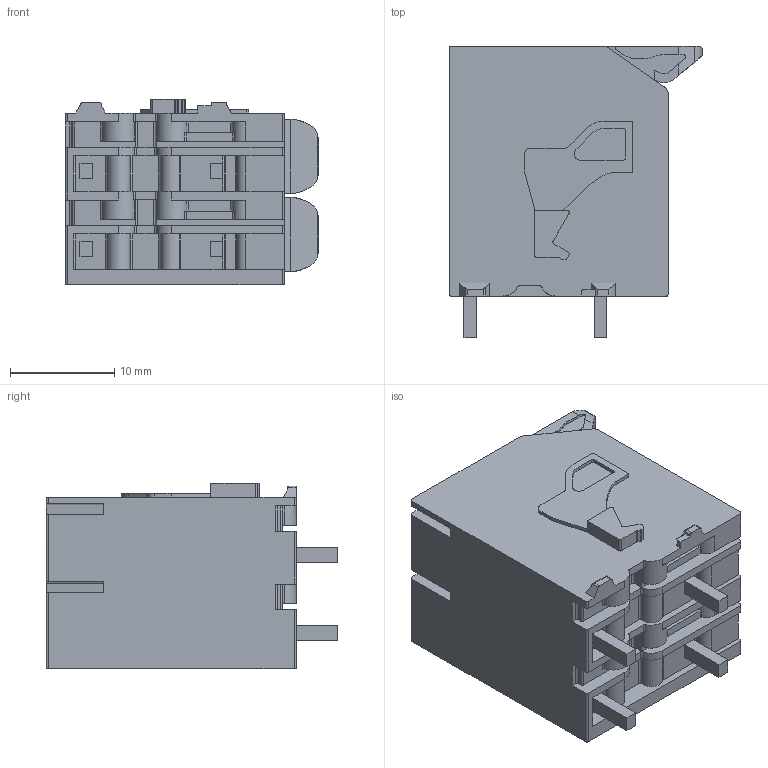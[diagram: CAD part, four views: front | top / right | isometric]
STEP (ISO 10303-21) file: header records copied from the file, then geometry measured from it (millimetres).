
FILE_DESCRIPTION(/* description */ ('STEP AP214'),/* implementation_level */ '2;1');
FILE_NAME(/* name */ '2606-1102_000-005',/* time_stamp */ '2023-11-03T19:11:32+01:00',/* author */ ('License CC BY-ND 4.0'),/* organization */ ('CADENAS'),/* preprocessor_version */ 'ST-DEVELOPER v19.3',/* originating_system */ 'PARTsolutions',/* authorisation */ ' ');
FILE_SCHEMA (('AUTOMOTIVE_DESIGN {1 0 10303 214 3 1 1}'));
Length unit declared in the file: millimetre
Products named in the file (1): 2606-1102/000-005
Bounding box: 24.3 x 28 x 17.85 mm (x, y, z)
Volume: 7612.1 mm3; surface area: 3869.8 mm2
Topology: 1 solids, 1 shells, 479 faces, 1361 edges, 892 vertices
Faces by surface type: plane 289, cylinder 174, cone 16
Full cylindrical faces by diameter (mm): 2.2 x4
Entity records: 18956 total; most frequent: CARTESIAN_POINT 2905, ORIENTED_EDGE 2706, DIRECTION 2642, EDGE_CURVE 1353, LINE 916, VECTOR 916, VERTEX_POINT 888, AXIS2_PLACEMENT_3D 863
